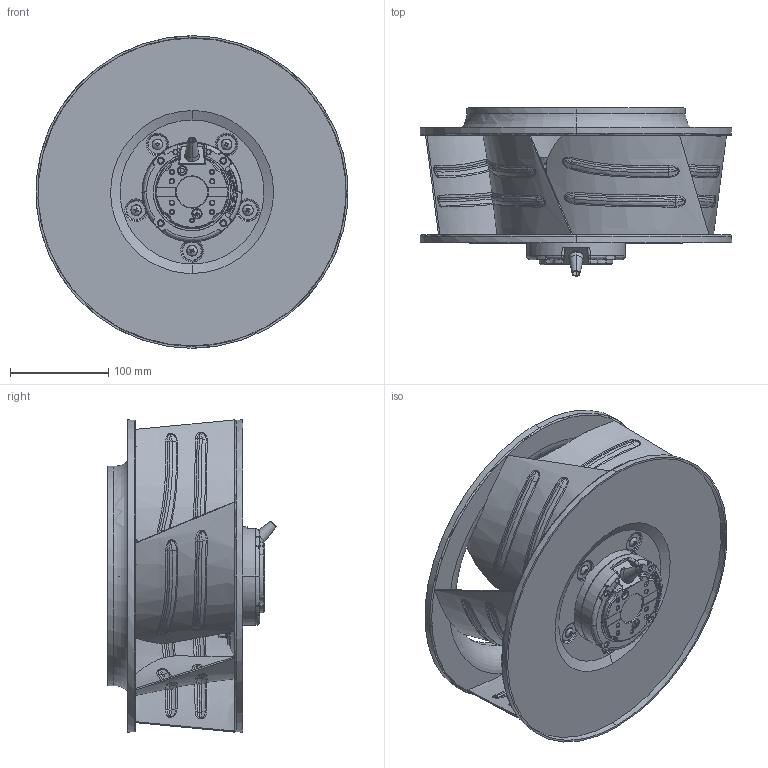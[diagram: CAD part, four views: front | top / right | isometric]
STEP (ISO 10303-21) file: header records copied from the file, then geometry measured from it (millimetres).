
FILE_DESCRIPTION (( 'STEP AP203' ), '1' );
FILE_NAME ('OAB318.stp', '2021-08-17T18:26:01', ( '' ), ( '' ), 'SwSTEP 2.0', 'SolidWorks 2018', '' );
FILE_SCHEMA (( 'CONFIG_CONTROL_DESIGN' ));
Products named in the file (1): OAB318
Bounding box: 317.09 x 171.25 x 318 mm (x, y, z)
Volume: 1174689.7 mm3; surface area: 540932 mm2
Topology: 1 solids, 1 shells, 2067 faces, 5088 edges, 3112 vertices
Faces by surface type: bspline 1558, plane 490, torus 19
Entity records: 558394 total; most frequent: CARTESIAN_POINT 524271, ORIENTED_EDGE 10132, EDGE_CURVE 5066, B_SPLINE_CURVE_WITH_KNOTS 3713, VERTEX_POINT 3112, EDGE_LOOP 2216, ADVANCED_FACE 2067, FACE_OUTER_BOUND 2067
